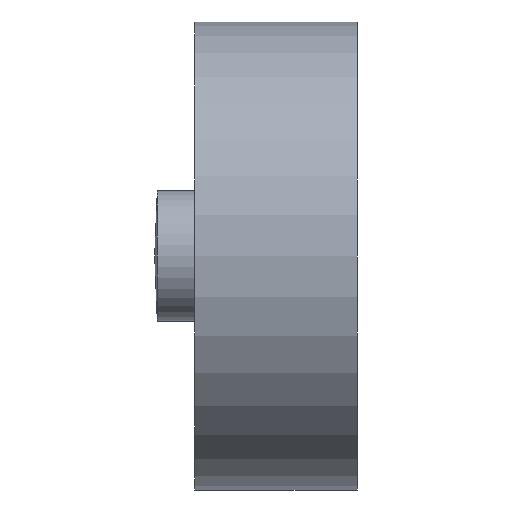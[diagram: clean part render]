
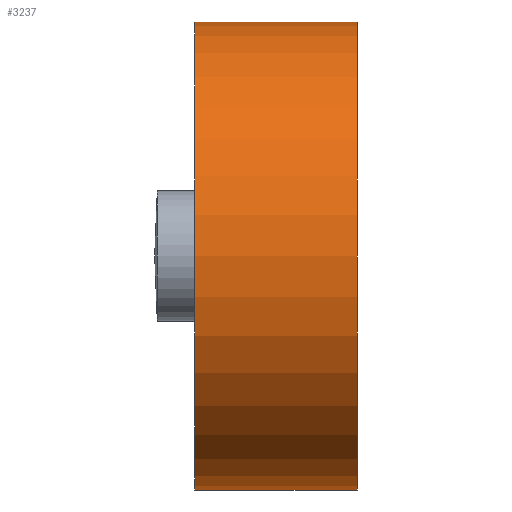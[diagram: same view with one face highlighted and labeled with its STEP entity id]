
A CAD part, left-side view. The second image highlights one B-rep face of the part: STEP entity #3237.
In plain terms, the highlighted cylindrical face has radius 57.5 mm (diameter 115 mm), a full revolution.
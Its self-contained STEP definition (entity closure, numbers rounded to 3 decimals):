
#257=B_SPLINE_CURVE_WITH_KNOTS('',3,(#11042,#11043,#11044,#11045,#11046,
#11047,#11048,#11049,#11050,#11051,#11052,#11053,#11054,#11055,#11056,#11057,
#11058,#11059),.UNSPECIFIED.,.F.,.F.,(4,2,2,2,2,2,2,2,4),(1.245,
1.556,1.867,2.179,2.49,2.801,
3.112,3.424,3.735),.UNSPECIFIED.);
#258=B_SPLINE_CURVE_WITH_KNOTS('',3,(#11061,#11062,#11063,#11064,#11065,
#11066,#11067,#11068,#11069,#11070),.UNSPECIFIED.,.F.,.F.,(4,2,2,2,4),(4.98,
5.291,5.602,5.913,6.225),
 .UNSPECIFIED.);
#259=B_SPLINE_CURVE_WITH_KNOTS('',3,(#11074,#11075,#11076,#11077,#11078,
#11079,#11080,#11081,#11082,#11083),.UNSPECIFIED.,.F.,.F.,(4,2,2,2,4),(3.735,
4.046,4.357,4.668,4.98),
 .UNSPECIFIED.);
#306=FACE_BOUND('',#713,.T.);
#521=FACE_OUTER_BOUND('',#712,.T.);
#712=EDGE_LOOP('',(#2884,#2885,#2886,#2887));
#713=EDGE_LOOP('',(#2888,#2889,#2890));
#897=LINE('',#19344,#1074);
#1074=VECTOR('',#4106,57.5);
#1122=CIRCLE('',#3477,57.5);
#1123=CIRCLE('',#3478,57.5);
#1426=VERTEX_POINT('',#11040);
#1427=VERTEX_POINT('',#11041);
#1428=VERTEX_POINT('',#11060);
#1442=VERTEX_POINT('',#19341);
#1443=VERTEX_POINT('',#19343);
#1876=EDGE_CURVE('',#1426,#1427,#257,.T.);
#1877=EDGE_CURVE('',#1428,#1426,#258,.T.);
#1880=EDGE_CURVE('',#1427,#1428,#259,.T.);
#1930=EDGE_CURVE('',#1442,#1442,#1122,.T.);
#1931=EDGE_CURVE('',#1442,#1443,#897,.T.);
#1932=EDGE_CURVE('',#1443,#1443,#1123,.T.);
#2884=ORIENTED_EDGE('',*,*,#1930,.F.);
#2885=ORIENTED_EDGE('',*,*,#1931,.T.);
#2886=ORIENTED_EDGE('',*,*,#1932,.T.);
#2887=ORIENTED_EDGE('',*,*,#1931,.F.);
#2888=ORIENTED_EDGE('',*,*,#1876,.T.);
#2889=ORIENTED_EDGE('',*,*,#1880,.T.);
#2890=ORIENTED_EDGE('',*,*,#1877,.T.);
#3054=CYLINDRICAL_SURFACE('',#3476,57.5);
#3237=ADVANCED_FACE('',(#521,#306),#3054,.T.);
#3476=AXIS2_PLACEMENT_3D('',#19340,#4102,#4103);
#3477=AXIS2_PLACEMENT_3D('',#19342,#4104,#4105);
#3478=AXIS2_PLACEMENT_3D('',#19345,#4107,#4108);
#4102=DIRECTION('center_axis',(0.,1.,0.));
#4103=DIRECTION('ref_axis',(1.,0.,0.));
#4104=DIRECTION('center_axis',(0.,1.,0.));
#4105=DIRECTION('ref_axis',(1.,0.,0.));
#4106=DIRECTION('',(0.,-1.,0.));
#4107=DIRECTION('center_axis',(0.,1.,0.));
#4108=DIRECTION('ref_axis',(1.,0.,0.));
#11040=CARTESIAN_POINT('',(57.5,28.25,0.));
#11041=CARTESIAN_POINT('',(57.5,11.75,0.));
#11042=CARTESIAN_POINT('Ctrl Pts',(57.5,28.25,0.));
#11043=CARTESIAN_POINT('Ctrl Pts',(57.5,28.25,-1.037));
#11044=CARTESIAN_POINT('Ctrl Pts',(57.469,28.042,-2.143));
#11045=CARTESIAN_POINT('Ctrl Pts',(57.357,27.2,-4.175));
#11046=CARTESIAN_POINT('Ctrl Pts',(57.278,26.565,-5.102));
#11047=CARTESIAN_POINT('Ctrl Pts',(57.129,25.102,-6.565));
#11048=CARTESIAN_POINT('Ctrl Pts',(57.049,24.175,-7.2));
#11049=CARTESIAN_POINT('Ctrl Pts',(56.936,22.143,-8.042));
#11050=CARTESIAN_POINT('Ctrl Pts',(56.905,21.037,-8.25));
#11051=CARTESIAN_POINT('Ctrl Pts',(56.905,18.963,-8.25));
#11052=CARTESIAN_POINT('Ctrl Pts',(56.936,17.857,-8.042));
#11053=CARTESIAN_POINT('Ctrl Pts',(57.049,15.825,-7.2));
#11054=CARTESIAN_POINT('Ctrl Pts',(57.129,14.898,-6.565));
#11055=CARTESIAN_POINT('Ctrl Pts',(57.278,13.435,-5.102));
#11056=CARTESIAN_POINT('Ctrl Pts',(57.357,12.8,-4.175));
#11057=CARTESIAN_POINT('Ctrl Pts',(57.469,11.958,-2.143));
#11058=CARTESIAN_POINT('Ctrl Pts',(57.5,11.75,-1.037));
#11059=CARTESIAN_POINT('Ctrl Pts',(57.5,11.75,0.));
#11060=CARTESIAN_POINT('',(56.905,20.,8.25));
#11061=CARTESIAN_POINT('Ctrl Pts',(56.905,20.,8.25));
#11062=CARTESIAN_POINT('Ctrl Pts',(56.905,21.037,8.25));
#11063=CARTESIAN_POINT('Ctrl Pts',(56.936,22.143,8.042));
#11064=CARTESIAN_POINT('Ctrl Pts',(57.049,24.175,7.2));
#11065=CARTESIAN_POINT('Ctrl Pts',(57.129,25.102,6.565));
#11066=CARTESIAN_POINT('Ctrl Pts',(57.278,26.565,5.102));
#11067=CARTESIAN_POINT('Ctrl Pts',(57.357,27.2,4.175));
#11068=CARTESIAN_POINT('Ctrl Pts',(57.469,28.042,2.143));
#11069=CARTESIAN_POINT('Ctrl Pts',(57.5,28.25,1.037));
#11070=CARTESIAN_POINT('Ctrl Pts',(57.5,28.25,0.));
#11074=CARTESIAN_POINT('Ctrl Pts',(57.5,11.75,0.));
#11075=CARTESIAN_POINT('Ctrl Pts',(57.5,11.75,1.037));
#11076=CARTESIAN_POINT('Ctrl Pts',(57.469,11.958,2.143));
#11077=CARTESIAN_POINT('Ctrl Pts',(57.357,12.8,4.175));
#11078=CARTESIAN_POINT('Ctrl Pts',(57.278,13.435,5.102));
#11079=CARTESIAN_POINT('Ctrl Pts',(57.129,14.898,6.565));
#11080=CARTESIAN_POINT('Ctrl Pts',(57.049,15.825,7.2));
#11081=CARTESIAN_POINT('Ctrl Pts',(56.936,17.857,8.042));
#11082=CARTESIAN_POINT('Ctrl Pts',(56.905,18.963,8.25));
#11083=CARTESIAN_POINT('Ctrl Pts',(56.905,20.,8.25));
#19340=CARTESIAN_POINT('Origin',(0.,0.,0.));
#19341=CARTESIAN_POINT('',(-57.5,40.,0.));
#19342=CARTESIAN_POINT('Origin',(0.,40.,0.));
#19343=CARTESIAN_POINT('',(-57.5,0.,0.));
#19344=CARTESIAN_POINT('',(-57.5,0.,0.));
#19345=CARTESIAN_POINT('Origin',(0.,0.,0.));
